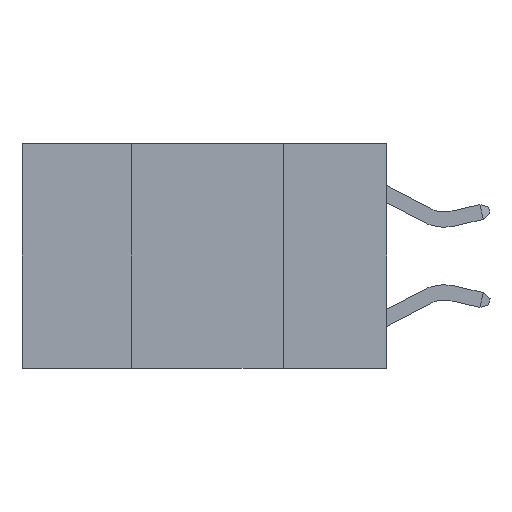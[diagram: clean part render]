
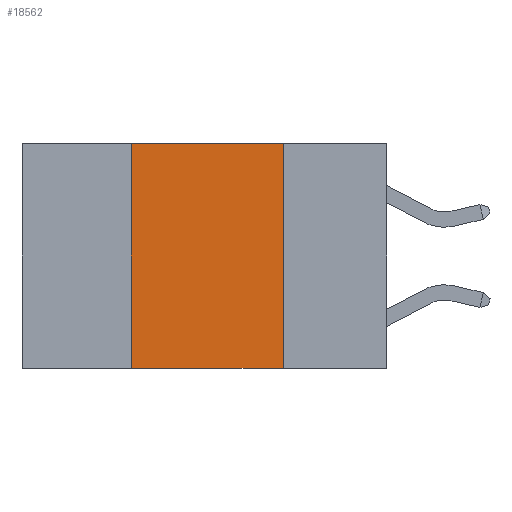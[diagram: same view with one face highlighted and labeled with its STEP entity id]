
A CAD part, left-side view. The second image highlights one B-rep face of the part: STEP entity #18562.
In plain terms, the highlighted planar face has unit normal (-1, 0, 0).
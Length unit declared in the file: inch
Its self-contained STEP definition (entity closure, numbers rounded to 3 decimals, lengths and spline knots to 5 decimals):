
#1226 = CARTESIAN_POINT ( 'NONE',  ( 0., 0.6, 0. ) ) ;
#1980 = VERTEX_POINT ( 'NONE', #8025 ) ;
#3559 = VERTEX_POINT ( 'NONE', #10646 ) ;
#5075 = CARTESIAN_POINT ( 'NONE',  ( 0., 0.42, 0. ) ) ;
#6398 = LINE ( 'NONE', #24949, #17762 ) ;
#6948 = EDGE_CURVE ( 'NONE', #19964, #1980, #25276, .T. ) ;
#7220 = ORIENTED_EDGE ( 'NONE', *, *, #13715, .F. ) ;
#7343 = DIRECTION ( 'NONE',  ( 0., -1., 0. ) ) ;
#7362 = PLANE ( 'NONE',  #11660 ) ;
#8025 = CARTESIAN_POINT ( 'NONE',  ( 0., 0.17, -0.37 ) ) ;
#8501 = VECTOR ( 'NONE', #7343, 39.37008 ) ;
#9389 = DIRECTION ( 'NONE',  ( 0., 0., -1. ) ) ;
#10265 = DIRECTION ( 'NONE',  ( 0., -1., 0. ) ) ;
#10646 = CARTESIAN_POINT ( 'NONE',  ( 0., 0.42, 0. ) ) ;
#11660 = AXIS2_PLACEMENT_3D ( 'NONE', #1226, #21511, #9389 ) ;
#13132 = EDGE_CURVE ( 'NONE', #19990, #1980, #6398, .T. ) ;
#13252 = CARTESIAN_POINT ( 'NONE',  ( 0., 0.42, -0.37 ) ) ;
#13333 = CARTESIAN_POINT ( 'NONE',  ( 0., 0.17, 0. ) ) ;
#13715 = EDGE_CURVE ( 'NONE', #3559, #19990, #15645, .T. ) ;
#14005 = LINE ( 'NONE', #5075, #24173 ) ;
#14205 = CARTESIAN_POINT ( 'NONE',  ( 0., 0.6, 0. ) ) ;
#15645 = LINE ( 'NONE', #14205, #20445 ) ;
#16821 = EDGE_LOOP ( 'NONE', ( #20978, #7220, #22916, #23388 ) ) ;
#17160 = DIRECTION ( 'NONE',  ( 0., 0., 1. ) ) ;
#17762 = VECTOR ( 'NONE', #20881, 39.37008 ) ;
#17786 = EDGE_CURVE ( 'NONE', #19964, #3559, #14005, .T. ) ;
#18562 = ADVANCED_FACE ( 'NONE', ( #24621 ), #7362, .F. ) ;
#19964 = VERTEX_POINT ( 'NONE', #13252 ) ;
#19990 = VERTEX_POINT ( 'NONE', #13333 ) ;
#20445 = VECTOR ( 'NONE', #10265, 39.37008 ) ;
#20881 = DIRECTION ( 'NONE',  ( 0., 0., -1. ) ) ;
#20978 = ORIENTED_EDGE ( 'NONE', *, *, #13132, .F. ) ;
#21511 = DIRECTION ( 'NONE',  ( 1., 0., 0. ) ) ;
#22916 = ORIENTED_EDGE ( 'NONE', *, *, #17786, .F. ) ;
#23388 = ORIENTED_EDGE ( 'NONE', *, *, #6948, .T. ) ;
#24173 = VECTOR ( 'NONE', #17160, 39.37008 ) ;
#24621 = FACE_OUTER_BOUND ( 'NONE', #16821, .T. ) ;
#24949 = CARTESIAN_POINT ( 'NONE',  ( 0., 0.17, 0. ) ) ;
#25276 = LINE ( 'NONE', #25548, #8501 ) ;
#25548 = CARTESIAN_POINT ( 'NONE',  ( 0., 0.6, -0.37 ) ) ;
